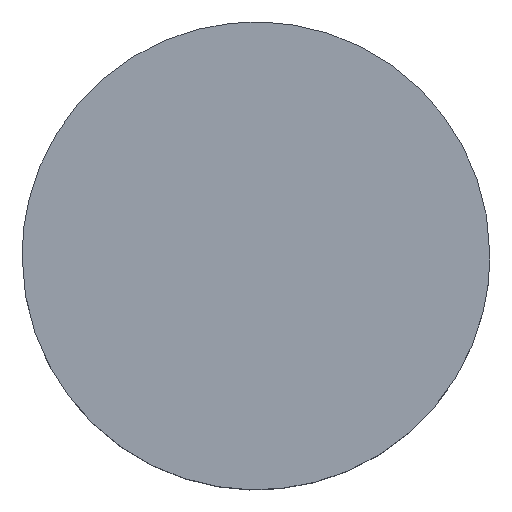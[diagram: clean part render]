
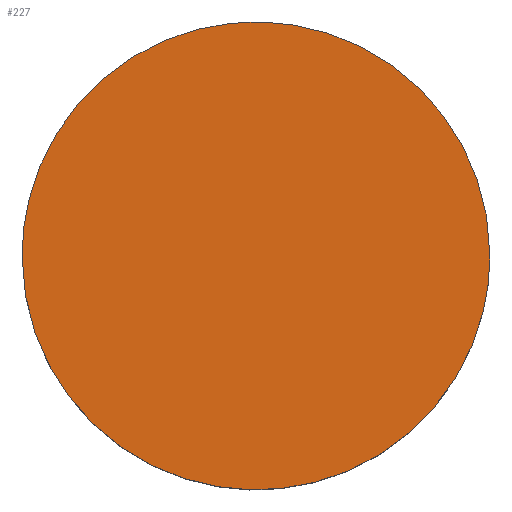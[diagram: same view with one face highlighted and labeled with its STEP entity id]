
A CAD part, top view. The second image highlights one B-rep face of the part: STEP entity #227.
In plain terms, the highlighted free-form (B-spline) face has degree [1, 1] with [2, 2] control points.
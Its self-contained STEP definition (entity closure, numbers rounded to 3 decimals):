
#129 = VERTEX_POINT('',#130);
#130 = CARTESIAN_POINT('',(-50.862,0.,0.));
#135 = EDGE_CURVE('',#136,#129,#138,.T.);
#136 = VERTEX_POINT('',#137);
#137 = CARTESIAN_POINT('',(50.862,0.,0.));
#138 = ( BOUNDED_CURVE() B_SPLINE_CURVE(2,(#139,#140,#141,#142,#143),
.UNSPECIFIED.,.F.,.F.) B_SPLINE_CURVE_WITH_KNOTS((3,2,3),(0.,
1.571,3.142),.PIECEWISE_BEZIER_KNOTS.) CURVE() 
GEOMETRIC_REPRESENTATION_ITEM() RATIONAL_B_SPLINE_CURVE((1.,
0.707,1.,0.707,1.)) REPRESENTATION_ITEM('') );
#139 = CARTESIAN_POINT('',(50.862,0.,0.));
#140 = CARTESIAN_POINT('',(50.862,50.862,0.));
#141 = CARTESIAN_POINT('',(0.,50.862,0.));
#142 = CARTESIAN_POINT('',(-50.862,50.862,0.));
#143 = CARTESIAN_POINT('',(-50.862,0.,0.));
#174 = EDGE_CURVE('',#129,#136,#175,.T.);
#175 = ( BOUNDED_CURVE() B_SPLINE_CURVE(2,(#176,#177,#178,#179,#180),
.UNSPECIFIED.,.F.,.F.) B_SPLINE_CURVE_WITH_KNOTS((3,2,3),(3.142,
4.712,6.283),.PIECEWISE_BEZIER_KNOTS.) CURVE() 
GEOMETRIC_REPRESENTATION_ITEM() RATIONAL_B_SPLINE_CURVE((1.,
0.707,1.,0.707,1.)) REPRESENTATION_ITEM('') );
#176 = CARTESIAN_POINT('',(-50.862,0.,0.));
#177 = CARTESIAN_POINT('',(-50.862,-50.862,0.));
#178 = CARTESIAN_POINT('',(0.,-50.862,0.));
#179 = CARTESIAN_POINT('',(50.862,-50.862,0.));
#180 = CARTESIAN_POINT('',(50.862,0.,0.));
#227 = ADVANCED_FACE('',(#228),#232,.T.);
#228 = FACE_BOUND('',#229,.T.);
#229 = EDGE_LOOP('',(#230,#231));
#230 = ORIENTED_EDGE('',*,*,#135,.T.);
#231 = ORIENTED_EDGE('',*,*,#174,.T.);
#232 = B_SPLINE_SURFACE_WITH_KNOTS('',1,1,(
    (#233,#234)
    ,(#235,#236
    )),.UNSPECIFIED.,.F.,.F.,.F.,(2,2),(2,2),(-44.,44.),(-44.,44.),
  .PIECEWISE_BEZIER_KNOTS.);
#233 = CARTESIAN_POINT('',(-50.862,-50.862,0.));
#234 = CARTESIAN_POINT('',(-50.862,50.862,0.));
#235 = CARTESIAN_POINT('',(50.862,-50.862,0.));
#236 = CARTESIAN_POINT('',(50.862,50.862,0.));
